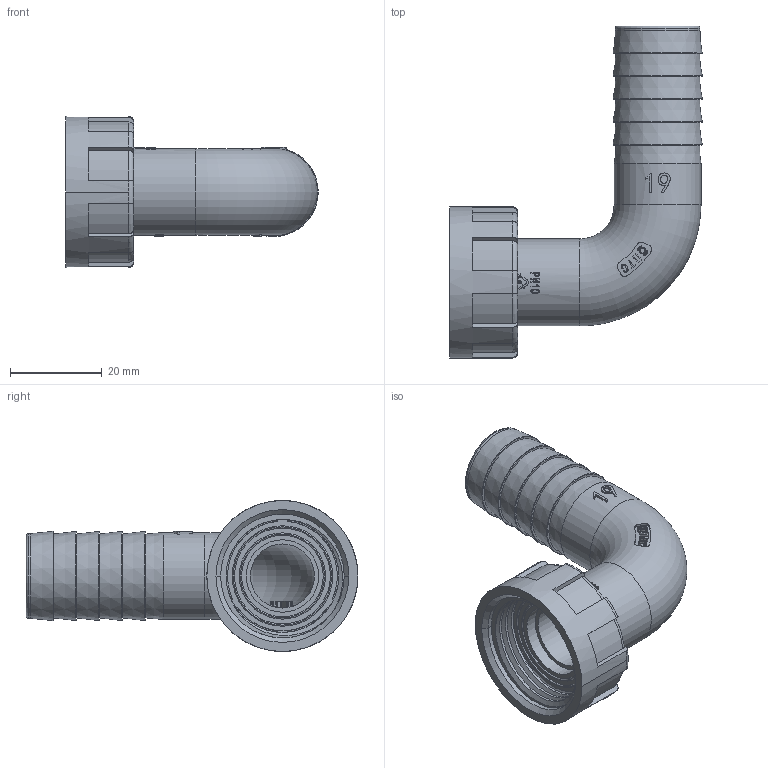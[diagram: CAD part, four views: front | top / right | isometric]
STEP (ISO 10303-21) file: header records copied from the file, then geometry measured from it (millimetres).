
FILE_DESCRIPTION(/* description */ (''),/* implementation_level */ '2;1');
FILE_NAME(/* name */ '3-4x19.stp',/* time_stamp */ '2025-03-27T19:46:17+08:00',/* author */ (''),/* organization */ (''),/* preprocessor_version */ 'ST-DEVELOPER v16.7',/* originating_system */ 'SIEMENS PLM Software NX 12.0',/* authorisation */ '');
FILE_SCHEMA (('AP203_CONFIGURATION_CONTROLLED_3D_DESIGN_OF_MECHANICAL_PARTS_AND_ASSEMBLIES_MIM_LF { 1 0 10303 403 2 1 2}'));
Length unit declared in the file: millimetre
Products named in the file (1): Admi1B10F00Drg1g
Bounding box: 55.14 x 72.5 x 33 mm (x, y, z)
Volume: 16556.2 mm3; surface area: 14847.5 mm2
Topology: 3 solids, 3 shells, 670 faces, 1840 edges, 1219 vertices
Faces by surface type: plane 435, extrusion 114, cylinder 71, torus 37, cone 8, sphere 3, bspline 2
Full cylindrical faces by diameter (mm): 1.03 x1, 1.426 x1, 14 x2, 15.81 x1, 17.816 x1, 18.5 x1, 18.836 x1, 19 x2, 20.944 x1, 21.964 x1, 23.97 x1, 24 x1
Entity records: 25934 total; most frequent: CARTESIAN_POINT 9061, ORIENTED_EDGE 3578, DIRECTION 3309, EDGE_CURVE 1789, AXIS2_PLACEMENT_3D 1229, VERTEX_POINT 1204, VECTOR 851, EDGE_LOOP 755
